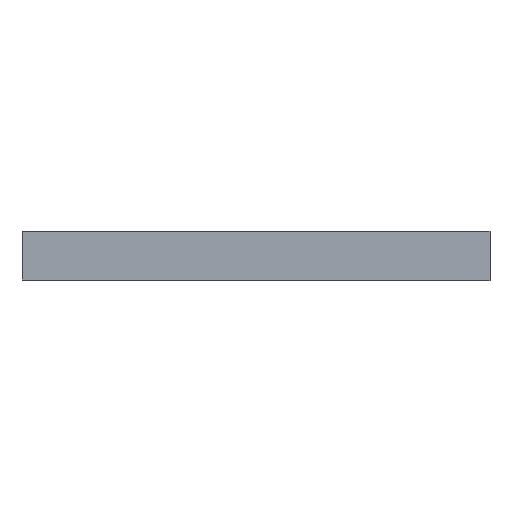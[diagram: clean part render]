
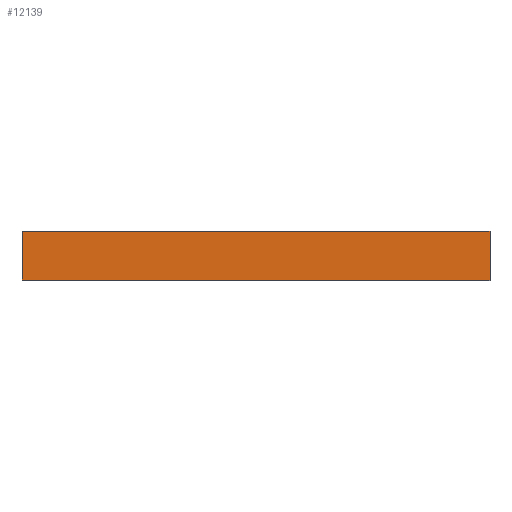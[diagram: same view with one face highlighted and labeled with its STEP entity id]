
A CAD part, top view. The second image highlights one B-rep face of the part: STEP entity #12139.
In plain terms, the highlighted planar face has unit normal (0, 0, 1).
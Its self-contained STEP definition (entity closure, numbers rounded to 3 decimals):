
#1231 = CARTESIAN_POINT ( 'NONE',  ( 124.536, 17.248, 107.502 ) ) ;
#1759 = ORIENTED_EDGE ( 'NONE', *, *, #12254, .T. ) ;
#2887 = LINE ( 'NONE', #11217, #6862 ) ;
#3307 = EDGE_CURVE ( 'NONE', #19619, #14487, #4059, .T. ) ;
#3825 = CARTESIAN_POINT ( 'NONE',  ( -125.464, 17.248, 107.502 ) ) ;
#3990 = VECTOR ( 'NONE', #5822, 1000. ) ;
#4059 = LINE ( 'NONE', #17741, #3990 ) ;
#4213 = PLANE ( 'NONE',  #11071 ) ;
#4778 = VECTOR ( 'NONE', #15752, 1000. ) ;
#5822 = DIRECTION ( 'NONE',  ( -1., 0., 0. ) ) ;
#6862 = VECTOR ( 'NONE', #18211, 1000. ) ;
#8652 = DIRECTION ( 'NONE',  ( 0., -1., 0. ) ) ;
#9244 = DIRECTION ( 'NONE',  ( 1., 0., 0. ) ) ;
#9797 = VERTEX_POINT ( 'NONE', #11106 ) ;
#10664 = CARTESIAN_POINT ( 'NONE',  ( -0.464, -13.667, 107.502 ) ) ;
#11071 = AXIS2_PLACEMENT_3D ( 'NONE', #10664, #15928, #9244 ) ;
#11106 = CARTESIAN_POINT ( 'NONE',  ( 124.536, -8.699, 107.502 ) ) ;
#11217 = CARTESIAN_POINT ( 'NONE',  ( 124.536, -44.582, 107.502 ) ) ;
#11608 = EDGE_CURVE ( 'NONE', #16707, #9797, #15980, .T. ) ;
#12036 = LINE ( 'NONE', #3825, #13082 ) ;
#12139 = ADVANCED_FACE ( 'NONE', ( #19213 ), #4213, .T. ) ;
#12254 = EDGE_CURVE ( 'NONE', #9797, #19619, #2887, .T. ) ;
#13082 = VECTOR ( 'NONE', #8652, 1000. ) ;
#13336 = EDGE_LOOP ( 'NONE', ( #17548, #1759, #14445, #18145 ) ) ;
#14445 = ORIENTED_EDGE ( 'NONE', *, *, #3307, .T. ) ;
#14487 = VERTEX_POINT ( 'NONE', #16360 ) ;
#15752 = DIRECTION ( 'NONE',  ( 1., 0., 0. ) ) ;
#15928 = DIRECTION ( 'NONE',  ( 0., 0., 1. ) ) ;
#15980 = LINE ( 'NONE', #19046, #4778 ) ;
#16360 = CARTESIAN_POINT ( 'NONE',  ( -125.464, 17.248, 107.502 ) ) ;
#16421 = EDGE_CURVE ( 'NONE', #14487, #16707, #12036, .T. ) ;
#16707 = VERTEX_POINT ( 'NONE', #16774 ) ;
#16774 = CARTESIAN_POINT ( 'NONE',  ( -125.464, -8.699, 107.502 ) ) ;
#17548 = ORIENTED_EDGE ( 'NONE', *, *, #11608, .T. ) ;
#17741 = CARTESIAN_POINT ( 'NONE',  ( 124.536, 17.248, 107.502 ) ) ;
#18145 = ORIENTED_EDGE ( 'NONE', *, *, #16421, .T. ) ;
#18211 = DIRECTION ( 'NONE',  ( 0., 1., 0. ) ) ;
#19046 = CARTESIAN_POINT ( 'NONE',  ( -62.964, -8.699, 107.502 ) ) ;
#19213 = FACE_OUTER_BOUND ( 'NONE', #13336, .T. ) ;
#19619 = VERTEX_POINT ( 'NONE', #1231 ) ;
